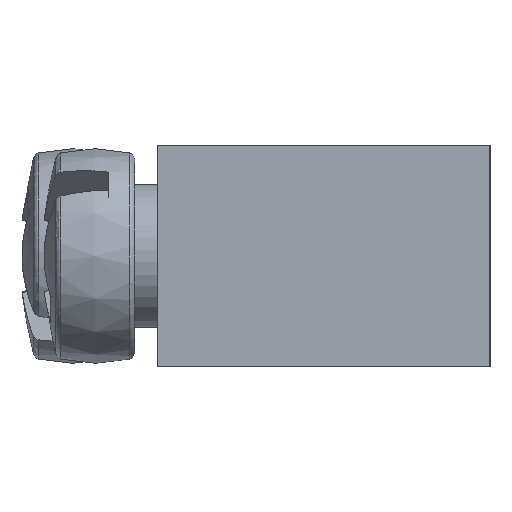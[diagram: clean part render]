
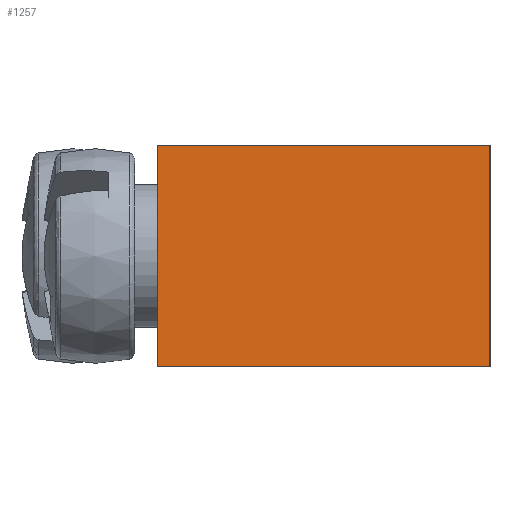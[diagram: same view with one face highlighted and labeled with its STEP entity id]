
A CAD part, left-side view. The second image highlights one B-rep face of the part: STEP entity #1257.
In plain terms, the highlighted planar face has unit normal (-1, 0, 0).
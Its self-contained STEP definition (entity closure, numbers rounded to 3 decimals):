
#71=LINE('',#1964,#105);
#73=LINE('',#1991,#107);
#78=LINE('',#2356,#112);
#79=LINE('',#2358,#113);
#105=VECTOR('',#1486,9.);
#107=VECTOR('',#1512,9.);
#112=VECTOR('',#1669,6.);
#113=VECTOR('',#1672,6.);
#140=PLANE('',#1387);
#401=FACE_OUTER_BOUND('',#548,.T.);
#548=EDGE_LOOP('',(#994,#995,#996,#997));
#618=VERTEX_POINT('',#1957);
#621=VERTEX_POINT('',#1962);
#633=VERTEX_POINT('',#1988);
#634=VERTEX_POINT('',#1990);
#736=EDGE_CURVE('',#621,#618,#71,.T.);
#748=EDGE_CURVE('',#633,#634,#73,.T.);
#798=EDGE_CURVE('',#634,#621,#78,.T.);
#799=EDGE_CURVE('',#618,#633,#79,.T.);
#994=ORIENTED_EDGE('',*,*,#798,.F.);
#995=ORIENTED_EDGE('',*,*,#748,.F.);
#996=ORIENTED_EDGE('',*,*,#799,.F.);
#997=ORIENTED_EDGE('',*,*,#736,.F.);
#1257=ADVANCED_FACE('',(#401),#140,.T.);
#1387=AXIS2_PLACEMENT_3D('',#2357,#1670,#1671);
#1486=DIRECTION('',(0.,1.,0.));
#1512=DIRECTION('',(0.,-1.,0.));
#1669=DIRECTION('',(0.,0.,-1.));
#1670=DIRECTION('center_axis',(-1.,0.,0.));
#1671=DIRECTION('ref_axis',(0.,-1.,0.));
#1672=DIRECTION('',(0.,0.,1.));
#1957=CARTESIAN_POINT('',(-39.,4.5,-3.));
#1962=CARTESIAN_POINT('',(-39.,-4.5,-3.));
#1964=CARTESIAN_POINT('',(-39.,-4.5,-3.));
#1988=CARTESIAN_POINT('',(-39.,4.5,3.));
#1990=CARTESIAN_POINT('',(-39.,-4.5,3.));
#1991=CARTESIAN_POINT('',(-39.,-4.5,3.));
#2356=CARTESIAN_POINT('',(-39.,-4.5,0.));
#2357=CARTESIAN_POINT('Origin',(-39.,4.5,0.));
#2358=CARTESIAN_POINT('',(-39.,4.5,0.));
